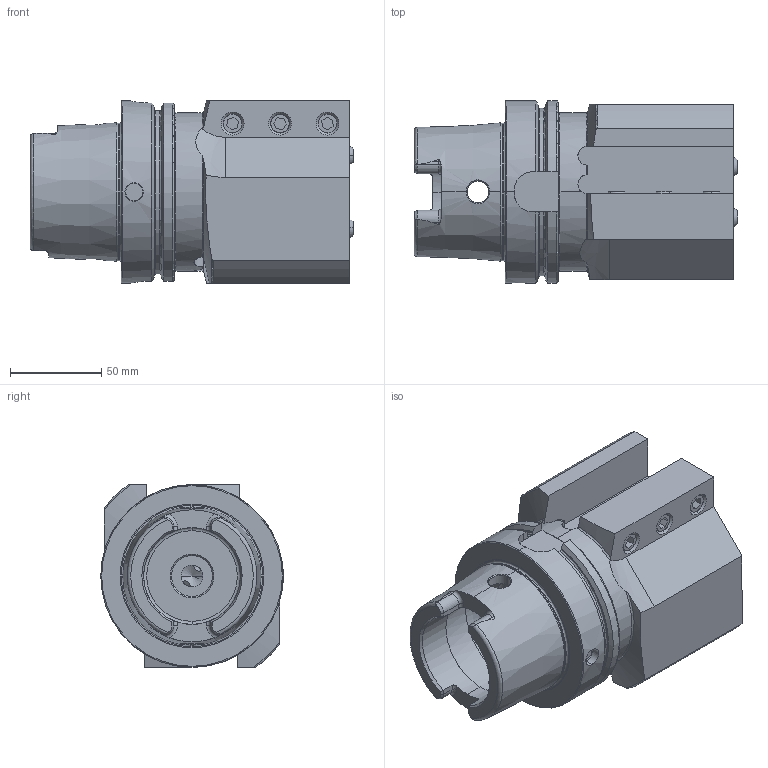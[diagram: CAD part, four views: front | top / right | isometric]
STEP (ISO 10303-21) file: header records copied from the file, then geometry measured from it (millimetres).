
FILE_DESCRIPTION (( 'STEP AP214' ), '1' );
FILE_NAME ('HA0.V25.R21.125.STEP', '2011-10-06T12:46:16', ( 'SwiAdmin' ), ( '' ), 'SwSTEP 2.0', 'SolidWorks 2011', '' );
FILE_SCHEMA (( 'AUTOMOTIVE_DESIGN' ));
Length unit declared in the file: millimetre
Products named in the file (6): KU1-U14.001.012; KU1-U14.001.012_2; KU1-U14.001.012_1; ISO 4026 - M12 x 25_Default; HA0-V25.R21.125_A_Fertigbearbeitung; HA0.V25.R21.125
Assembly tree (11 placements, depth 3):
  HA0.V25.R21.125
    ISO 4026 - M12 x 25_Default  x6
    KU1-U14.001.012  x2
      KU1-U14.001.012_1
      KU1-U14.001.012_2
    HA0-V25.R21.125_A_Fertigbearbeitung
Bounding box: 177.27 x 100 x 100 mm (x, y, z)
Volume: 880638.3 mm3; surface area: 111157.3 mm2
Topology: 11 solids, 11 shells, 365 faces, 927 edges, 578 vertices
Faces by surface type: plane 118, cylinder 100, cone 93, torus 41, sphere 8, bspline 5
Entity records: 11546 total; most frequent: CARTESIAN_POINT 3360, ORIENTED_EDGE 1410, DIRECTION 1394, EDGE_CURVE 705, AXIS2_PLACEMENT_3D 566, VERTEX_POINT 442, EDGE_LOOP 299, CIRCLE 283
